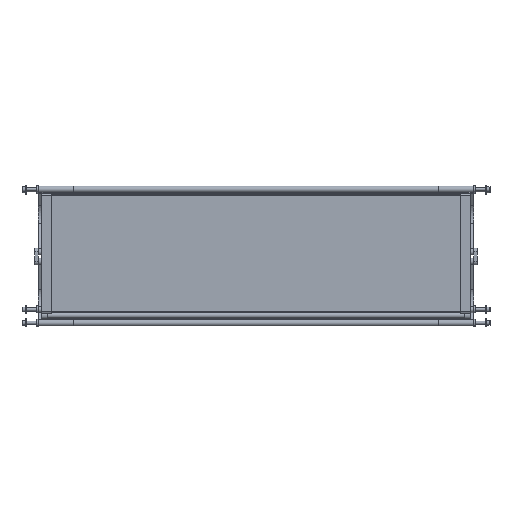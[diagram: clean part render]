
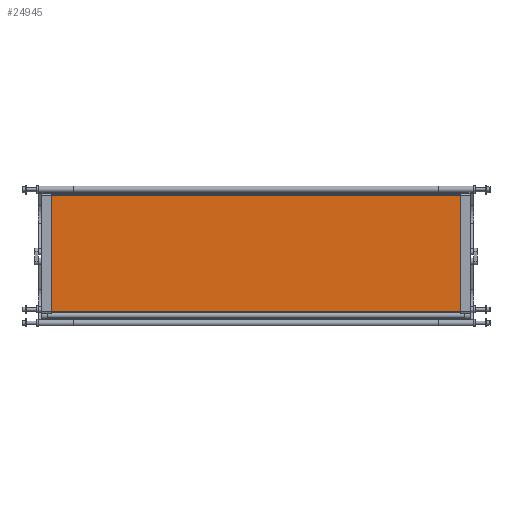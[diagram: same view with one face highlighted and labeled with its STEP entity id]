
A CAD part, front view. The second image highlights one B-rep face of the part: STEP entity #24945.
In plain terms, the highlighted planar face has unit normal (0, -1, 0).
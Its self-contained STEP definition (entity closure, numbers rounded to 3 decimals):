
#2068=FACE_OUTER_BOUND('',#3335,.T.);
#3335=EDGE_LOOP('',(#16639,#16640,#16641,#16642));
#4718=LINE('',#36477,#7431);
#4724=LINE('',#36496,#7437);
#4759=LINE('',#36590,#7472);
#4760=LINE('',#36592,#7473);
#7431=VECTOR('',#28861,10.);
#7437=VECTOR('',#28877,10.);
#7472=VECTOR('',#28978,10.);
#7473=VECTOR('',#28981,10.);
#10148=VERTEX_POINT('',#36474);
#10149=VERTEX_POINT('',#36476);
#10156=VERTEX_POINT('',#36493);
#10157=VERTEX_POINT('',#36495);
#12655=EDGE_CURVE('',#10149,#10148,#4718,.T.);
#12664=EDGE_CURVE('',#10156,#10157,#4724,.T.);
#12712=EDGE_CURVE('',#10148,#10157,#4759,.T.);
#12713=EDGE_CURVE('',#10149,#10156,#4760,.T.);
#16639=ORIENTED_EDGE('',*,*,#12712,.T.);
#16640=ORIENTED_EDGE('',*,*,#12664,.F.);
#16641=ORIENTED_EDGE('',*,*,#12713,.F.);
#16642=ORIENTED_EDGE('',*,*,#12655,.T.);
#24274=PLANE('',#26432);
#24945=ADVANCED_FACE('',(#2068),#24274,.T.);
#26432=AXIS2_PLACEMENT_3D('',#36591,#28979,#28980);
#28861=DIRECTION('',(0.,0.,-1.));
#28877=DIRECTION('',(0.,0.,-1.));
#28978=DIRECTION('',(1.,0.,0.));
#28979=DIRECTION('center_axis',(0.,-1.,0.));
#28980=DIRECTION('ref_axis',(0.,0.,-1.));
#28981=DIRECTION('',(1.,0.,0.));
#36474=CARTESIAN_POINT('',(-402.,-7.,-108.7));
#36476=CARTESIAN_POINT('',(-402.,-7.,108.7));
#36477=CARTESIAN_POINT('',(-402.,-7.,108.7));
#36493=CARTESIAN_POINT('',(402.,-7.,108.7));
#36495=CARTESIAN_POINT('',(402.,-7.,-108.7));
#36496=CARTESIAN_POINT('',(402.,-7.,108.7));
#36590=CARTESIAN_POINT('',(0.,-7.,-108.7));
#36591=CARTESIAN_POINT('Origin',(0.,-7.,108.7));
#36592=CARTESIAN_POINT('',(0.,-7.,108.7));
